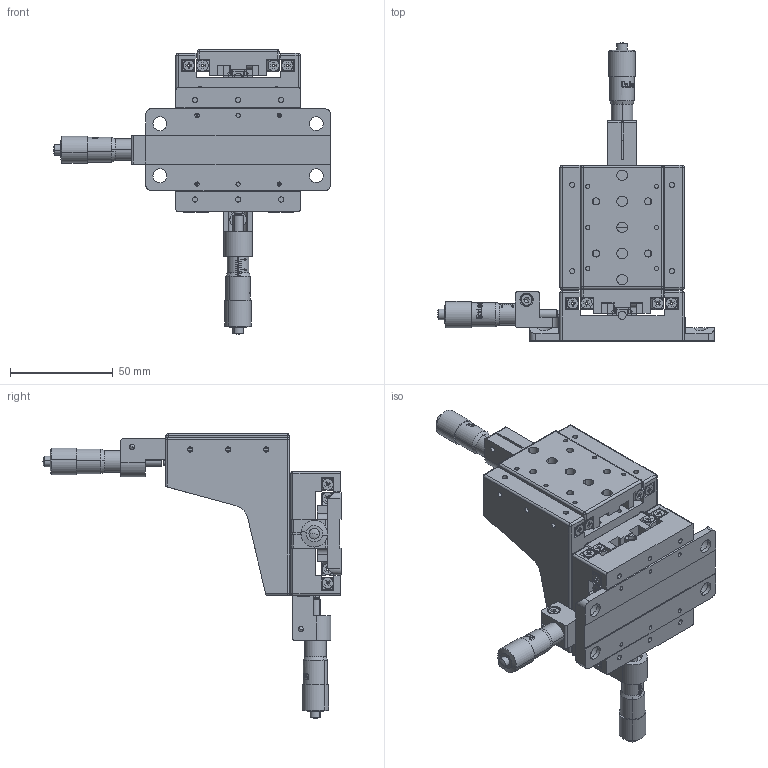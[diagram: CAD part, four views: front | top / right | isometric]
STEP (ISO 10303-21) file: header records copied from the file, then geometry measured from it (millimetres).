
FILE_DESCRIPTION (( 'STEP AP214' ), '1' );
FILE_NAME ('06CTS-3L.STEP', '2018-05-30T02:00:02', ( '' ), ( '' ), 'SwSTEP 2.0', 'SolidWorks 2016', '' );
FILE_SCHEMA (( 'AUTOMOTIVE_DESIGN' ));
Length unit declared in the file: millimetre
Products named in the file (1): 06CTS-3L
Bounding box: 134.9 x 145.15 x 138.6 mm (x, y, z)
Surface area: 84495.6 mm2 (no closed solid volume)
Topology: 0 solids, 99 shells, 1295 faces, 5675 edges, 4376 vertices
Faces by surface type: plane 789, cylinder 350, cone 100, torus 24, sphere 18, bspline 14
Entity records: 84375 total; most frequent: CARTESIAN_POINT 26485, DIRECTION 8438, ORIENTED_EDGE 8010, EDGE_CURVE 5645, VERTEX_POINT 4376, LINE 2996, VECTOR 2996, AXIS2_PLACEMENT_3D 2721
